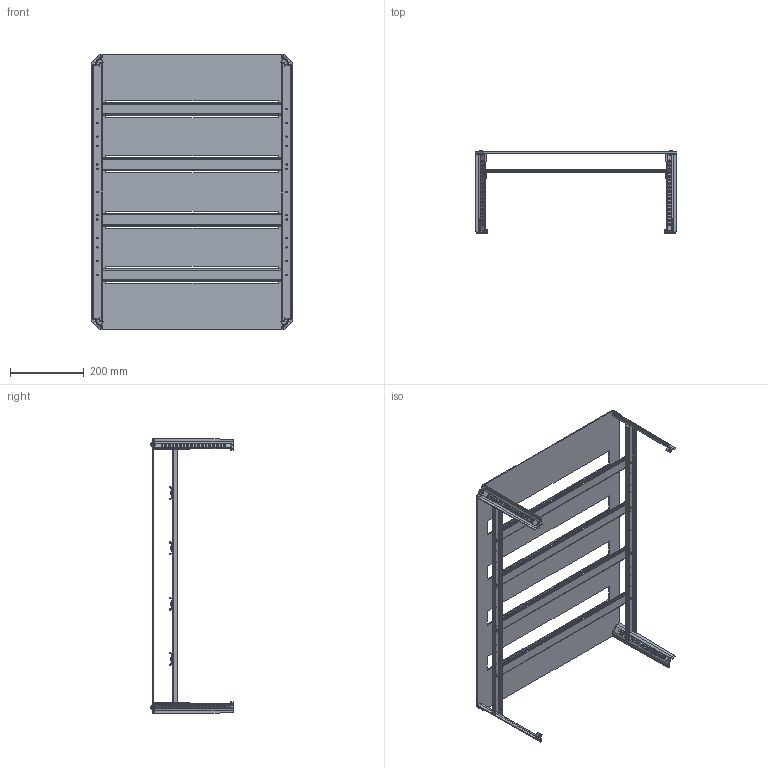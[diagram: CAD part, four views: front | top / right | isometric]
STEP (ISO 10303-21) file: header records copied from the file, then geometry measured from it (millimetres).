
FILE_DESCRIPTION (( 'STEP AP214' ), '1' );
FILE_NAME ('DRS ARCA 806030.STEP', '2013-11-27T10:48:05', ( '' ), ( '' ), 'SwSTEP 2.0', 'SolidWorks 2013', '' );
FILE_SCHEMA (( 'AUTOMOTIVE_DESIGN' ));
Length unit declared in the file: millimetre
Products named in the file (7): SB ARCA 80; PT5x10; CB ARCA 30; M4x10 Thread forming PZ; FCX DIN Rail 600; 12747; DRS ARCA 806030
Assembly tree (24 placements, depth 2):
  DRS ARCA 806030
    12747
    FCX DIN Rail 600  x4
    M4x10 Thread forming PZ  x9
    CB ARCA 30  x4
    PT5x10  x4
    SB ARCA 80  x2
Bounding box: 548 x 223.74 x 748 mm (x, y, z)
Volume: 1395642 mm3; surface area: 1109658.2 mm2
Topology: 24 solids, 24 shells, 4244 faces, 11634 edges, 7672 vertices
Faces by surface type: plane 2562, cylinder 762, bspline 512, cone 348, torus 52, sphere 8
Entity records: 44057 total; most frequent: CARTESIAN_POINT 17047, ORIENTED_EDGE 5936, DIRECTION 4906, EDGE_CURVE 2968, VECTOR 1958, LINE 1958, VERTEX_POINT 1954, AXIS2_PLACEMENT_3D 1474
